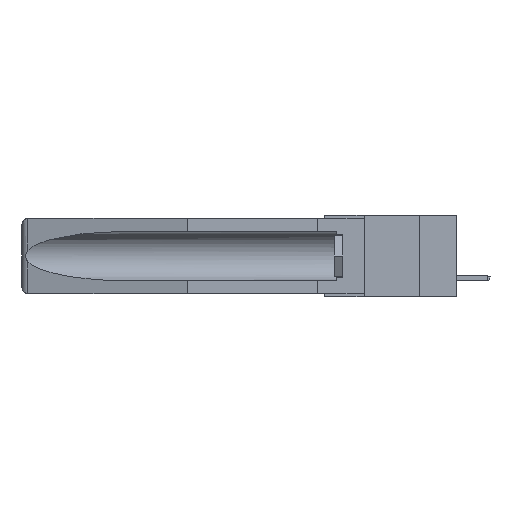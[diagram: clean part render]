
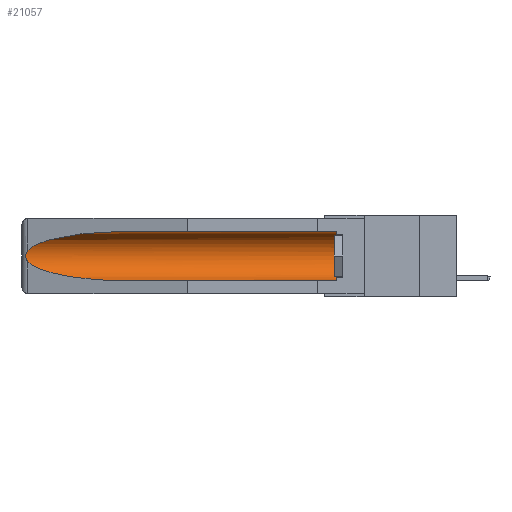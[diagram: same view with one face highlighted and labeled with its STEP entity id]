
A CAD part, left-side view. The second image highlights one B-rep face of the part: STEP entity #21057.
In plain terms, the highlighted cylindrical face has radius 2.857 mm (diameter 5.715 mm), a partial arc.
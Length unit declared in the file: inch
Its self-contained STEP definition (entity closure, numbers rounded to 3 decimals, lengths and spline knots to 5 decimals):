
#130 = DIRECTION ( 'NONE',  ( 0., 0., 1. ) ) ;
#959 = EDGE_CURVE ( 'NONE', #24659, #8112, #8174, .T. ) ;
#1107 = CARTESIAN_POINT ( 'NONE',  ( 0.155, 1.07973, -0.059 ) ) ;
#1822 = ORIENTED_EDGE ( 'NONE', *, *, #15202, .T. ) ;
#3098 = CARTESIAN_POINT ( 'NONE',  ( 0.2673, 1.5327, -0.16383 ) ) ;
#3654 = CARTESIAN_POINT ( 'NONE',  ( 0.155, 0.126, -0.059 ) ) ;
#3942 = CARTESIAN_POINT ( 'NONE',  ( 0.155, 1.07973, -0.059 ) ) ;
#4435 = DIRECTION ( 'NONE',  ( 0., 1., 0. ) ) ;
#4669 = B_SPLINE_CURVE_WITH_KNOTS ( 'NONE', 3,
 ( #9009, #5022, #13127, #3098, #10936, #15142, #5201, #10847, #5113, #11027 ),
 .UNSPECIFIED., .F., .F.,
 ( 4, 2, 2, 2, 4 ),
 ( 0., 0.00029, 0.00058, 0.00087, 0.00117 ),
 .UNSPECIFIED. ) ;
#4936 = CYLINDRICAL_SURFACE ( 'NONE', #14703, 0.1125 ) ;
#5022 = CARTESIAN_POINT ( 'NONE',  ( 0.26597, 1.52961, -0.15275 ) ) ;
#5113 = CARTESIAN_POINT ( 'NONE',  ( 0.26597, 1.5296, -0.19026 ) ) ;
#5198 = CARTESIAN_POINT ( 'NONE',  ( 0.155, 1.07973, -0.284 ) ) ;
#5201 = CARTESIAN_POINT ( 'NONE',  ( 0.2673, 1.53269, -0.17917 ) ) ;
#5365 = CARTESIAN_POINT ( 'NONE',  ( 0.26537, 1.52718, -0.14972 ) ) ;
#5522 = DIRECTION ( 'NONE',  ( 0., 1., 0. ) ) ;
#6352 = DIRECTION ( 'NONE',  ( 0., 1., 0. ) ) ;
#7673 = VERTEX_POINT ( 'NONE', #20949 ) ;
#8112 = VERTEX_POINT ( 'NONE', #5365 ) ;
#8174 =( BOUNDED_CURVE ( )  B_SPLINE_CURVE ( 3, ( #3942, #21850, #21754, #9787 ),
 .UNSPECIFIED., .F., .F. ) 
 B_SPLINE_CURVE_WITH_KNOTS ( ( 4, 4 ),
 ( 4.71239, 6.08839 ),
 .UNSPECIFIED. ) 
 CURVE ( )  GEOMETRIC_REPRESENTATION_ITEM ( )  RATIONAL_B_SPLINE_CURVE ( ( 1., 0.848, 0.848, 1. ) ) 
 REPRESENTATION_ITEM ( '' )  );
#8369 = ORIENTED_EDGE ( 'NONE', *, *, #11295, .F. ) ;
#8644 = VECTOR ( 'NONE', #4435, 39.37008 ) ;
#9009 = CARTESIAN_POINT ( 'NONE',  ( 0.26537, 1.52718, -0.14972 ) ) ;
#9324 = CIRCLE ( 'NONE', #14192, 0.1125 ) ;
#9557 = CARTESIAN_POINT ( 'NONE',  ( 0.155, -0.30754, -0.1715 ) ) ;
#9787 = CARTESIAN_POINT ( 'NONE',  ( 0.26537, 1.52718, -0.14972 ) ) ;
#9914 = VERTEX_POINT ( 'NONE', #20149 ) ;
#10283 = EDGE_CURVE ( 'NONE', #21731, #25635, #9324, .T. ) ;
#10362 = EDGE_CURVE ( 'NONE', #25635, #24659, #12110, .T. ) ;
#10396 = DIRECTION ( 'NONE',  ( 0., -1., 0. ) ) ;
#10687 = CARTESIAN_POINT ( 'NONE',  ( 0.155, -0.30754, -0.284 ) ) ;
#10847 = CARTESIAN_POINT ( 'NONE',  ( 0.26655, 1.53094, -0.18657 ) ) ;
#10936 = CARTESIAN_POINT ( 'NONE',  ( 0.2675, 1.53308, -0.16763 ) ) ;
#11027 = CARTESIAN_POINT ( 'NONE',  ( 0.26537, 1.52718, -0.19328 ) ) ;
#11287 = CARTESIAN_POINT ( 'NONE',  ( 0.21114, 1.30732, -0.284 ) ) ;
#11295 = EDGE_CURVE ( 'NONE', #21731, #7673, #25495, .T. ) ;
#11769 = FACE_OUTER_BOUND ( 'NONE', #12670, .T. ) ;
#12110 = LINE ( 'NONE', #12317, #15268 ) ;
#12317 = CARTESIAN_POINT ( 'NONE',  ( 0.155, -0.30754, -0.059 ) ) ;
#12670 = EDGE_LOOP ( 'NONE', ( #18662, #1822, #16672, #8369, #18782, #22788 ) ) ;
#13127 = CARTESIAN_POINT ( 'NONE',  ( 0.26654, 1.53092, -0.15636 ) ) ;
#14192 = AXIS2_PLACEMENT_3D ( 'NONE', #18114, #10396, #130 ) ;
#14703 = AXIS2_PLACEMENT_3D ( 'NONE', #9557, #5522, #23483 ) ;
#15142 = CARTESIAN_POINT ( 'NONE',  ( 0.2675, 1.53308, -0.17534 ) ) ;
#15202 = EDGE_CURVE ( 'NONE', #8112, #9914, #4669, .T. ) ;
#15268 = VECTOR ( 'NONE', #6352, 39.37008 ) ;
#16672 = ORIENTED_EDGE ( 'NONE', *, *, #25034, .T. ) ;
#18114 = CARTESIAN_POINT ( 'NONE',  ( 0.155, 0.126, -0.1715 ) ) ;
#18662 = ORIENTED_EDGE ( 'NONE', *, *, #959, .T. ) ;
#18782 = ORIENTED_EDGE ( 'NONE', *, *, #10283, .T. ) ;
#20149 = CARTESIAN_POINT ( 'NONE',  ( 0.26537, 1.52718, -0.19328 ) ) ;
#20416 = CARTESIAN_POINT ( 'NONE',  ( 0.155, 0.126, -0.284 ) ) ;
#20949 = CARTESIAN_POINT ( 'NONE',  ( 0.155, 1.07973, -0.284 ) ) ;
#21057 = ADVANCED_FACE ( 'NONE', ( #11769 ), #4936, .F. ) ;
#21078 = CARTESIAN_POINT ( 'NONE',  ( 0.26537, 1.52718, -0.19328 ) ) ;
#21731 = VERTEX_POINT ( 'NONE', #20416 ) ;
#21754 = CARTESIAN_POINT ( 'NONE',  ( 0.25451, 1.48313, -0.09465 ) ) ;
#21850 = CARTESIAN_POINT ( 'NONE',  ( 0.21114, 1.30732, -0.059 ) ) ;
#22788 = ORIENTED_EDGE ( 'NONE', *, *, #10362, .T. ) ;
#23250 = CARTESIAN_POINT ( 'NONE',  ( 0.25451, 1.48313, -0.24835 ) ) ;
#23483 = DIRECTION ( 'NONE',  ( 0., 0., 1. ) ) ;
#24011 =( BOUNDED_CURVE ( )  B_SPLINE_CURVE ( 3, ( #21078, #23250, #11287, #5198 ),
 .UNSPECIFIED., .F., .F. ) 
 B_SPLINE_CURVE_WITH_KNOTS ( ( 4, 4 ),
 ( 0.1948, 1.5708 ),
 .UNSPECIFIED. ) 
 CURVE ( )  GEOMETRIC_REPRESENTATION_ITEM ( )  RATIONAL_B_SPLINE_CURVE ( ( 1., 0.848, 0.848, 1. ) ) 
 REPRESENTATION_ITEM ( '' )  );
#24659 = VERTEX_POINT ( 'NONE', #1107 ) ;
#25034 = EDGE_CURVE ( 'NONE', #9914, #7673, #24011, .T. ) ;
#25495 = LINE ( 'NONE', #10687, #8644 ) ;
#25635 = VERTEX_POINT ( 'NONE', #3654 ) ;
